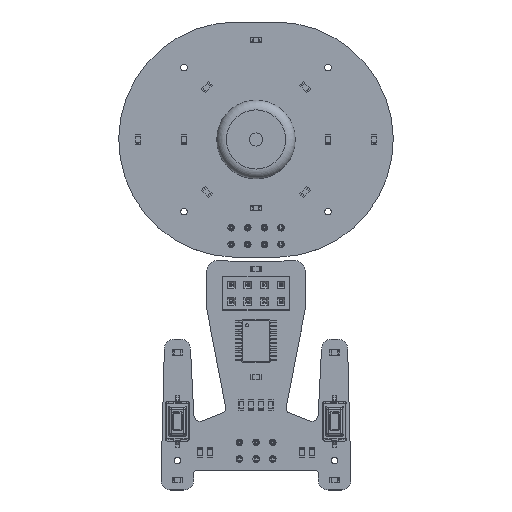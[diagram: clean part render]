
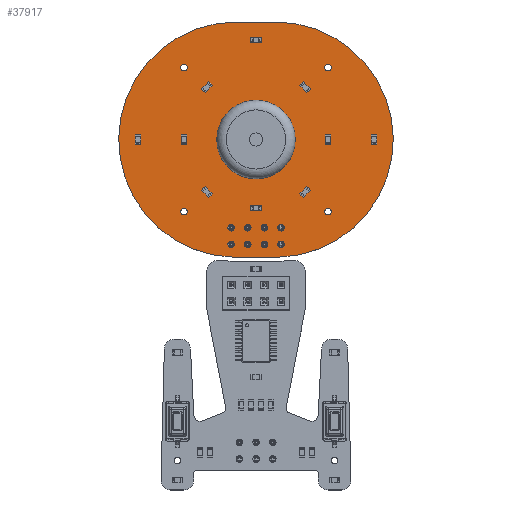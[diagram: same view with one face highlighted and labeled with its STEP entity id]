
A CAD part, top view. The second image highlights one B-rep face of the part: STEP entity #37917.
In plain terms, the highlighted planar face has unit normal (0, 0, 1).
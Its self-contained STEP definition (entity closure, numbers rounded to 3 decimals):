
#37637 = VERTEX_POINT('',#37638);
#37638 = CARTESIAN_POINT('',(155.5,-110.543,1.51));
#37644 = EDGE_CURVE('',#37637,#37645,#37647,.T.);
#37645 = VERTEX_POINT('',#37646);
#37646 = CARTESIAN_POINT('',(156.,-146.45,1.51));
#37647 = CIRCLE('',#37648,17.957);
#37648 = AXIS2_PLACEMENT_3D('',#37649,#37650,#37651);
#37649 = CARTESIAN_POINT('',(155.5,-128.5,1.51));
#37650 = DIRECTION('',(0.,0.,-1.));
#37651 = DIRECTION('',(0.,1.,0.));
#37679 = VERTEX_POINT('',#37680);
#37680 = CARTESIAN_POINT('',(149.5,-110.543,1.51));
#37686 = EDGE_CURVE('',#37679,#37637,#37687,.T.);
#37687 = LINE('',#37688,#37689);
#37688 = CARTESIAN_POINT('',(149.5,-110.543,1.51));
#37689 = VECTOR('',#37690,1.);
#37690 = DIRECTION('',(1.,0.,0.));
#37708 = EDGE_CURVE('',#37645,#37709,#37711,.T.);
#37709 = VERTEX_POINT('',#37710);
#37710 = CARTESIAN_POINT('',(149.,-146.45,1.51));
#37711 = LINE('',#37712,#37713);
#37712 = CARTESIAN_POINT('',(156.,-146.45,1.51));
#37713 = VECTOR('',#37714,1.);
#37714 = DIRECTION('',(-1.,0.,0.));
#37917 = ADVANCED_FACE('',(#37918,#37930,#37941,#37952,#37963,#37974,
    #37985,#37996,#38007,#38018,#38029,#38040,#38051,#38062,#38073,
    #38084),#38095,.T.);
#37918 = FACE_BOUND('',#37919,.T.);
#37919 = EDGE_LOOP('',(#37920,#37921,#37922,#37929));
#37920 = ORIENTED_EDGE('',*,*,#37644,.F.);
#37921 = ORIENTED_EDGE('',*,*,#37686,.F.);
#37922 = ORIENTED_EDGE('',*,*,#37923,.F.);
#37923 = EDGE_CURVE('',#37709,#37679,#37924,.T.);
#37924 = CIRCLE('',#37925,17.957);
#37925 = AXIS2_PLACEMENT_3D('',#37926,#37927,#37928);
#37926 = CARTESIAN_POINT('',(149.5,-128.5,1.51));
#37927 = DIRECTION('',(0.,0.,-1.));
#37928 = DIRECTION('',(-0.028,-1.,-0.));
#37929 = ORIENTED_EDGE('',*,*,#37708,.F.);
#37930 = FACE_BOUND('',#37931,.T.);
#37931 = EDGE_LOOP('',(#37932));
#37932 = ORIENTED_EDGE('',*,*,#37933,.F.);
#37933 = EDGE_CURVE('',#37934,#37934,#37936,.T.);
#37934 = VERTEX_POINT('',#37935);
#37935 = CARTESIAN_POINT('',(142.,-139.5,1.51));
#37936 = CIRCLE('',#37937,0.5);
#37937 = AXIS2_PLACEMENT_3D('',#37938,#37939,#37940);
#37938 = CARTESIAN_POINT('',(141.5,-139.5,1.51));
#37939 = DIRECTION('',(0.,0.,1.));
#37940 = DIRECTION('',(1.,0.,-0.));
#37941 = FACE_BOUND('',#37942,.T.);
#37942 = EDGE_LOOP('',(#37943));
#37943 = ORIENTED_EDGE('',*,*,#37944,.T.);
#37944 = EDGE_CURVE('',#37945,#37945,#37947,.T.);
#37945 = VERTEX_POINT('',#37946);
#37946 = CARTESIAN_POINT('',(148.7,-145.,1.51));
#37947 = CIRCLE('',#37948,0.5);
#37948 = AXIS2_PLACEMENT_3D('',#37949,#37950,#37951);
#37949 = CARTESIAN_POINT('',(148.7,-144.5,1.51));
#37950 = DIRECTION('',(-0.,0.,-1.));
#37951 = DIRECTION('',(-0.,-1.,0.));
#37952 = FACE_BOUND('',#37953,.T.);
#37953 = EDGE_LOOP('',(#37954));
#37954 = ORIENTED_EDGE('',*,*,#37955,.T.);
#37955 = EDGE_CURVE('',#37956,#37956,#37958,.T.);
#37956 = VERTEX_POINT('',#37957);
#37957 = CARTESIAN_POINT('',(148.7,-142.46,1.51));
#37958 = CIRCLE('',#37959,0.5);
#37959 = AXIS2_PLACEMENT_3D('',#37960,#37961,#37962);
#37960 = CARTESIAN_POINT('',(148.7,-141.96,1.51));
#37961 = DIRECTION('',(-0.,0.,-1.));
#37962 = DIRECTION('',(-0.,-1.,0.));
#37963 = FACE_BOUND('',#37964,.T.);
#37964 = EDGE_LOOP('',(#37965));
#37965 = ORIENTED_EDGE('',*,*,#37966,.T.);
#37966 = EDGE_CURVE('',#37967,#37967,#37969,.T.);
#37967 = VERTEX_POINT('',#37968);
#37968 = CARTESIAN_POINT('',(151.24,-145.,1.51));
#37969 = CIRCLE('',#37970,0.5);
#37970 = AXIS2_PLACEMENT_3D('',#37971,#37972,#37973);
#37971 = CARTESIAN_POINT('',(151.24,-144.5,1.51));
#37972 = DIRECTION('',(-0.,0.,-1.));
#37973 = DIRECTION('',(-0.,-1.,0.));
#37974 = FACE_BOUND('',#37975,.T.);
#37975 = EDGE_LOOP('',(#37976));
#37976 = ORIENTED_EDGE('',*,*,#37977,.T.);
#37977 = EDGE_CURVE('',#37978,#37978,#37980,.T.);
#37978 = VERTEX_POINT('',#37979);
#37979 = CARTESIAN_POINT('',(151.24,-142.46,1.51));
#37980 = CIRCLE('',#37981,0.5);
#37981 = AXIS2_PLACEMENT_3D('',#37982,#37983,#37984);
#37982 = CARTESIAN_POINT('',(151.24,-141.96,1.51));
#37983 = DIRECTION('',(-0.,0.,-1.));
#37984 = DIRECTION('',(-0.,-1.,0.));
#37985 = FACE_BOUND('',#37986,.T.);
#37986 = EDGE_LOOP('',(#37987));
#37987 = ORIENTED_EDGE('',*,*,#37988,.T.);
#37988 = EDGE_CURVE('',#37989,#37989,#37991,.T.);
#37989 = VERTEX_POINT('',#37990);
#37990 = CARTESIAN_POINT('',(153.78,-145.,1.51));
#37991 = CIRCLE('',#37992,0.5);
#37992 = AXIS2_PLACEMENT_3D('',#37993,#37994,#37995);
#37993 = CARTESIAN_POINT('',(153.78,-144.5,1.51));
#37994 = DIRECTION('',(-0.,0.,-1.));
#37995 = DIRECTION('',(-0.,-1.,0.));
#37996 = FACE_BOUND('',#37997,.T.);
#37997 = EDGE_LOOP('',(#37998));
#37998 = ORIENTED_EDGE('',*,*,#37999,.T.);
#37999 = EDGE_CURVE('',#38000,#38000,#38002,.T.);
#38000 = VERTEX_POINT('',#38001);
#38001 = CARTESIAN_POINT('',(153.78,-142.46,1.51));
#38002 = CIRCLE('',#38003,0.5);
#38003 = AXIS2_PLACEMENT_3D('',#38004,#38005,#38006);
#38004 = CARTESIAN_POINT('',(153.78,-141.96,1.51));
#38005 = DIRECTION('',(-0.,0.,-1.));
#38006 = DIRECTION('',(-0.,-1.,0.));
#38007 = FACE_BOUND('',#38008,.T.);
#38008 = EDGE_LOOP('',(#38009));
#38009 = ORIENTED_EDGE('',*,*,#38010,.T.);
#38010 = EDGE_CURVE('',#38011,#38011,#38013,.T.);
#38011 = VERTEX_POINT('',#38012);
#38012 = CARTESIAN_POINT('',(156.32,-145.,1.51));
#38013 = CIRCLE('',#38014,0.5);
#38014 = AXIS2_PLACEMENT_3D('',#38015,#38016,#38017);
#38015 = CARTESIAN_POINT('',(156.32,-144.5,1.51));
#38016 = DIRECTION('',(-0.,0.,-1.));
#38017 = DIRECTION('',(-0.,-1.,0.));
#38018 = FACE_BOUND('',#38019,.T.);
#38019 = EDGE_LOOP('',(#38020));
#38020 = ORIENTED_EDGE('',*,*,#38021,.T.);
#38021 = EDGE_CURVE('',#38022,#38022,#38024,.T.);
#38022 = VERTEX_POINT('',#38023);
#38023 = CARTESIAN_POINT('',(156.32,-142.46,1.51));
#38024 = CIRCLE('',#38025,0.5);
#38025 = AXIS2_PLACEMENT_3D('',#38026,#38027,#38028);
#38026 = CARTESIAN_POINT('',(156.32,-141.96,1.51));
#38027 = DIRECTION('',(-0.,0.,-1.));
#38028 = DIRECTION('',(-0.,-1.,0.));
#38029 = FACE_BOUND('',#38030,.T.);
#38030 = EDGE_LOOP('',(#38031));
#38031 = ORIENTED_EDGE('',*,*,#38032,.F.);
#38032 = EDGE_CURVE('',#38033,#38033,#38035,.T.);
#38033 = VERTEX_POINT('',#38034);
#38034 = CARTESIAN_POINT('',(164.,-139.5,1.51));
#38035 = CIRCLE('',#38036,0.5);
#38036 = AXIS2_PLACEMENT_3D('',#38037,#38038,#38039);
#38037 = CARTESIAN_POINT('',(163.5,-139.5,1.51));
#38038 = DIRECTION('',(0.,0.,1.));
#38039 = DIRECTION('',(1.,0.,-0.));
#38040 = FACE_BOUND('',#38041,.T.);
#38041 = EDGE_LOOP('',(#38042));
#38042 = ORIENTED_EDGE('',*,*,#38043,.T.);
#38043 = EDGE_CURVE('',#38044,#38044,#38046,.T.);
#38044 = VERTEX_POINT('',#38045);
#38045 = CARTESIAN_POINT('',(148.7,-129.,1.51));
#38046 = CIRCLE('',#38047,0.5);
#38047 = AXIS2_PLACEMENT_3D('',#38048,#38049,#38050);
#38048 = CARTESIAN_POINT('',(148.7,-128.5,1.51));
#38049 = DIRECTION('',(-0.,0.,-1.));
#38050 = DIRECTION('',(-0.,-1.,0.));
#38051 = FACE_BOUND('',#38052,.T.);
#38052 = EDGE_LOOP('',(#38053));
#38053 = ORIENTED_EDGE('',*,*,#38054,.F.);
#38054 = EDGE_CURVE('',#38055,#38055,#38057,.T.);
#38055 = VERTEX_POINT('',#38056);
#38056 = CARTESIAN_POINT('',(142.,-117.5,1.51));
#38057 = CIRCLE('',#38058,0.5);
#38058 = AXIS2_PLACEMENT_3D('',#38059,#38060,#38061);
#38059 = CARTESIAN_POINT('',(141.5,-117.5,1.51));
#38060 = DIRECTION('',(0.,0.,1.));
#38061 = DIRECTION('',(1.,0.,-0.));
#38062 = FACE_BOUND('',#38063,.T.);
#38063 = EDGE_LOOP('',(#38064));
#38064 = ORIENTED_EDGE('',*,*,#38065,.F.);
#38065 = EDGE_CURVE('',#38066,#38066,#38068,.T.);
#38066 = VERTEX_POINT('',#38067);
#38067 = CARTESIAN_POINT('',(153.5,-128.5,1.51));
#38068 = CIRCLE('',#38069,1.);
#38069 = AXIS2_PLACEMENT_3D('',#38070,#38071,#38072);
#38070 = CARTESIAN_POINT('',(152.5,-128.5,1.51));
#38071 = DIRECTION('',(0.,0.,1.));
#38072 = DIRECTION('',(1.,0.,-0.));
#38073 = FACE_BOUND('',#38074,.T.);
#38074 = EDGE_LOOP('',(#38075));
#38075 = ORIENTED_EDGE('',*,*,#38076,.T.);
#38076 = EDGE_CURVE('',#38077,#38077,#38079,.T.);
#38077 = VERTEX_POINT('',#38078);
#38078 = CARTESIAN_POINT('',(156.3,-129.,1.51));
#38079 = CIRCLE('',#38080,0.5);
#38080 = AXIS2_PLACEMENT_3D('',#38081,#38082,#38083);
#38081 = CARTESIAN_POINT('',(156.3,-128.5,1.51));
#38082 = DIRECTION('',(-0.,0.,-1.));
#38083 = DIRECTION('',(-0.,-1.,0.));
#38084 = FACE_BOUND('',#38085,.T.);
#38085 = EDGE_LOOP('',(#38086));
#38086 = ORIENTED_EDGE('',*,*,#38087,.F.);
#38087 = EDGE_CURVE('',#38088,#38088,#38090,.T.);
#38088 = VERTEX_POINT('',#38089);
#38089 = CARTESIAN_POINT('',(164.,-117.5,1.51));
#38090 = CIRCLE('',#38091,0.5);
#38091 = AXIS2_PLACEMENT_3D('',#38092,#38093,#38094);
#38092 = CARTESIAN_POINT('',(163.5,-117.5,1.51));
#38093 = DIRECTION('',(0.,0.,1.));
#38094 = DIRECTION('',(1.,0.,-0.));
#38095 = PLANE('',#38096);
#38096 = AXIS2_PLACEMENT_3D('',#38097,#38098,#38099);
#38097 = CARTESIAN_POINT('',(0.,0.,1.51));
#38098 = DIRECTION('',(0.,0.,1.));
#38099 = DIRECTION('',(1.,0.,-0.));
